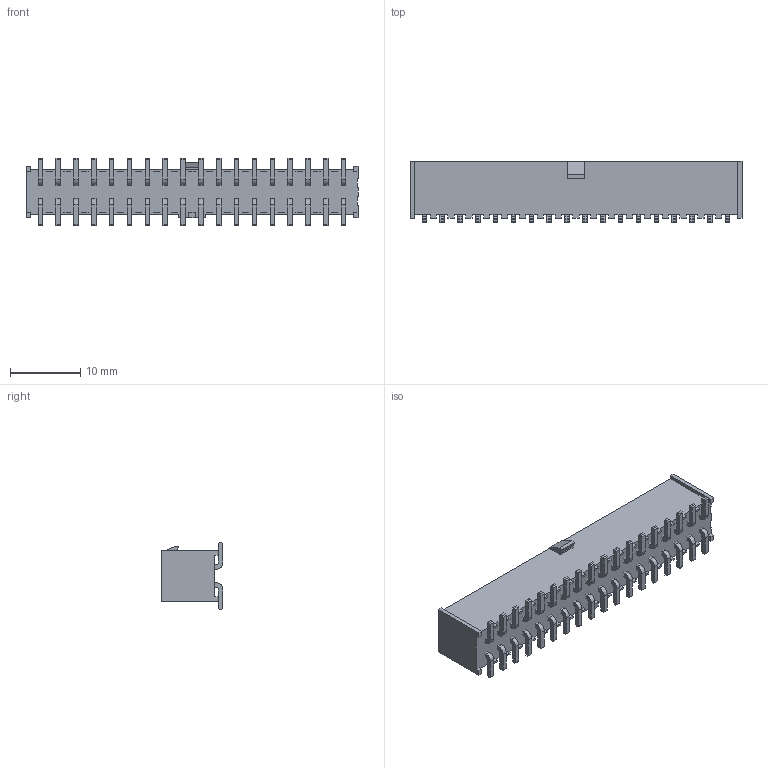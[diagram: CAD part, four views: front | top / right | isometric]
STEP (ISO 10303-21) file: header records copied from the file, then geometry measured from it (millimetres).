
FILE_DESCRIPTION( ( 'STEP AP214' ), '1' );
FILE_NAME( 'IPL1-118-02-L-D-K.stp', '2019-12-07T06:52:45', ( '' ), ( '' ), ' ', 'PARTsolutions', ' ' );
FILE_SCHEMA( ( 'AUTOMOTIVE_DESIGN { 1 0 10303 214 1 1 1 1 }' ) );
Length unit declared in the file: inch
Products named in the file (3): IPL1-118-02-L-D-K; _IPL1-118-02-D-K_header; _T-1S64-02-18-D
Assembly tree (2 placements, depth 2):
  IPL1-118-02-L-D-K
    _IPL1-118-02-D-K_header
    _T-1S64-02-18-D
Bounding box: 47.24 x 8.76 x 9.58 mm (x, y, z)
Volume: 1183.3 mm3; surface area: 4825.2 mm2
Topology: 2 solids, 2 shells, 1026 faces, 3018 edges, 2012 vertices
Faces by surface type: plane 954, cylinder 72
Entity records: 41808 total; most frequent: CARTESIAN_POINT 6059, ORIENTED_EDGE 6036, DIRECTION 5220, EDGE_CURVE 3018, LINE 2874, VECTOR 2874, VERTEX_POINT 2012, AXIS2_PLACEMENT_3D 1173
